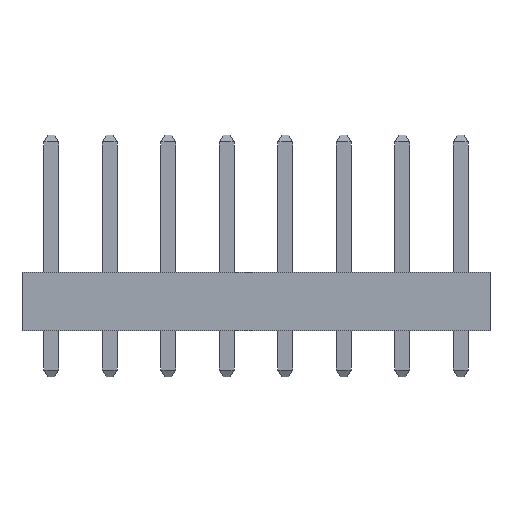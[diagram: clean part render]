
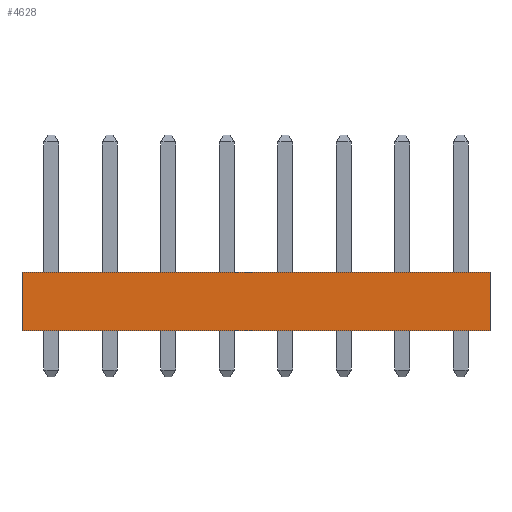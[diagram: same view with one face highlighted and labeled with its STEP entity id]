
A CAD part, front view. The second image highlights one B-rep face of the part: STEP entity #4628.
In plain terms, the highlighted planar face has unit normal (0, -1, 0).
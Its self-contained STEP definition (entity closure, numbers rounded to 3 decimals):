
#4505 = CARTESIAN_POINT ( 'NONE',  ( 19.05, -1.25, 0. ) ) ;
#4506 = VERTEX_POINT ( 'NONE', #4505 ) ;
#4523 = CARTESIAN_POINT ( 'NONE',  ( 19.05, -1.25, 2.54 ) ) ;
#4524 = VERTEX_POINT ( 'NONE', #4523 ) ;
#4531 = CARTESIAN_POINT ( 'NONE',  ( 19.05, -1.25, 2.54 ) ) ;
#4532 = DIRECTION ( 'NONE',  ( 0., 0., -1. ) ) ;
#4533 = VECTOR ( 'NONE', #4532, 1000. ) ;
#4534 = LINE ( 'NONE', #4531, #4533 ) ;
#4535 = EDGE_CURVE ( 'NONE', #4524, #4506, #4534, .T. ) ;
#4576 = CARTESIAN_POINT ( 'NONE',  ( -1.27, -1.25, 0. ) ) ;
#4577 = VERTEX_POINT ( 'NONE', #4576 ) ;
#4584 = CARTESIAN_POINT ( 'NONE',  ( -1.27, -1.25, 2.54 ) ) ;
#4585 = VERTEX_POINT ( 'NONE', #4584 ) ;
#4586 = CARTESIAN_POINT ( 'NONE',  ( -1.27, -1.25, 2.54 ) ) ;
#4587 = DIRECTION ( 'NONE',  ( 0., 0., -1. ) ) ;
#4588 = VECTOR ( 'NONE', #4587, 1000. ) ;
#4589 = LINE ( 'NONE', #4586, #4588 ) ;
#4590 = EDGE_CURVE ( 'NONE', #4585, #4577, #4589, .T. ) ;
#4607 = CARTESIAN_POINT ( 'NONE',  ( -1.27, -1.25, 0. ) ) ;
#4608 = DIRECTION ( 'NONE',  ( 1., 0., 0. ) ) ;
#4609 = VECTOR ( 'NONE', #4608, 1000. ) ;
#4610 = LINE ( 'NONE', #4607, #4609 ) ;
#4611 = EDGE_CURVE ( 'NONE', #4577, #4506, #4610, .T. ) ;
#4612 = ORIENTED_EDGE ( 'NONE', *, *, #4611, .T. ) ;
#4613 = ORIENTED_EDGE ( 'NONE', *, *, #4535, .F. ) ;
#4614 = CARTESIAN_POINT ( 'NONE',  ( -1.27, -1.25, 2.54 ) ) ;
#4615 = DIRECTION ( 'NONE',  ( 1., 0., 0. ) ) ;
#4616 = VECTOR ( 'NONE', #4615, 1000. ) ;
#4617 = LINE ( 'NONE', #4614, #4616 ) ;
#4618 = EDGE_CURVE ( 'NONE', #4585, #4524, #4617, .T. ) ;
#4619 = ORIENTED_EDGE ( 'NONE', *, *, #4618, .F. ) ;
#4620 = ORIENTED_EDGE ( 'NONE', *, *, #4590, .T. ) ;
#4621 = EDGE_LOOP ( 'NONE', ( #4612, #4613, #4619, #4620 ) ) ;
#4622 = FACE_OUTER_BOUND ( 'NONE', #4621, .T. ) ;
#4623 = CARTESIAN_POINT ( 'NONE',  ( -1.27, -1.25, 2.54 ) ) ;
#4624 = DIRECTION ( 'NONE',  ( 0., 1., 0. ) ) ;
#4625 = DIRECTION ( 'NONE',  ( -1., 0., 0. ) ) ;
#4626 = AXIS2_PLACEMENT_3D ( 'NONE', #4623, #4624, #4625 ) ;
#4627 = PLANE ( 'NONE', #4626 ) ;
#4628 = ADVANCED_FACE ( 'NONE', ( #4622 ), #4627, .F. ) ;
